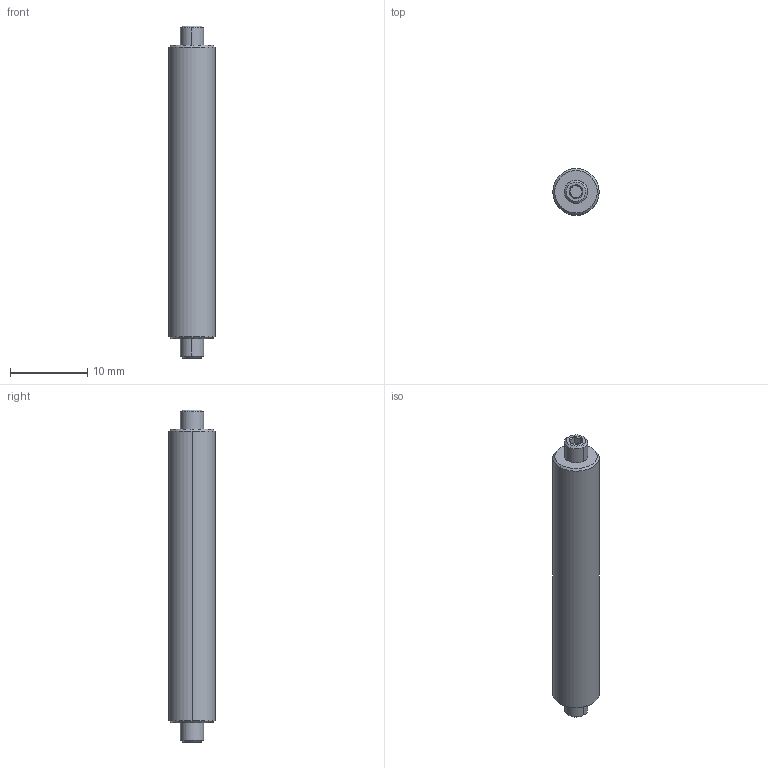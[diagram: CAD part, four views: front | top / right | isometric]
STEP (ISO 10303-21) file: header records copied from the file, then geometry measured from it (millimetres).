
FILE_DESCRIPTION (( 'STEP AP214' ), '1' );
FILE_NAME ('2.2.2.29_L30J-M38_笼式装配支杆，长38mm，φ6 mm，M3螺纹安装孔.STEP', '2021-07-17T01:55:35', ( 'Microsoft' ), ( 'Microsoft' ), 'SwSTEP 2.0', 'SolidWorks 2018', '' );
FILE_SCHEMA (( 'AUTOMOTIVE_DESIGN' ));
Length unit declared in the file: millimetre
Products named in the file (1): 2.2.2.29_L30J-M38_笼式装配支杆，长38mm，φ6 mm，M3螺纹安装孔
Bounding box: 6 x 6 x 43 mm (x, y, z)
Surface area: 915.3 mm2 (no closed solid volume)
Topology: 0 solids, 3 shells, 36 faces, 86 edges, 56 vertices
Faces by surface type: plane 18, cone 12, cylinder 6
Entity records: 1507 total; most frequent: CARTESIAN_POINT 259, DIRECTION 172, ORIENTED_EDGE 164, EDGE_CURVE 86, AXIS2_PLACEMENT_3D 65, VERTEX_POINT 56, VECTOR 42, LINE 42
